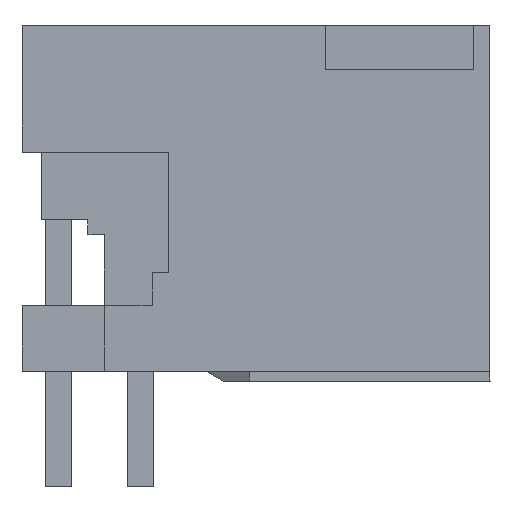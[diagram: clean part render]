
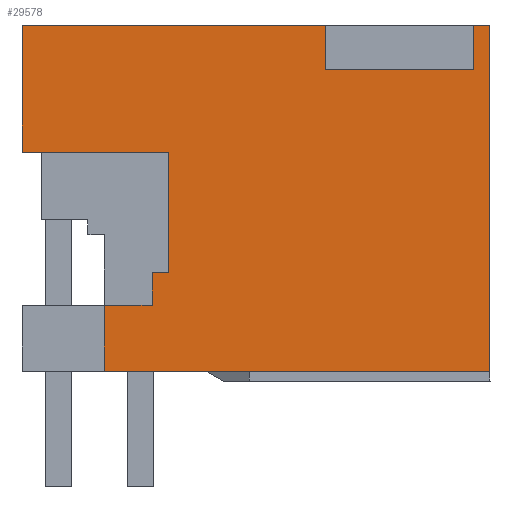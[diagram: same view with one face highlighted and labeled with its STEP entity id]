
A CAD part, left-side view. The second image highlights one B-rep face of the part: STEP entity #29578.
In plain terms, the highlighted planar face has unit normal (-1, 0, 0).
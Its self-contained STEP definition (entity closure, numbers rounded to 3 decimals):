
#29493=AXIS2_PLACEMENT_3D('Plane Axis2P3D',#29490,#29491,#29492) ;
#220=CARTESIAN_POINT('Vertex',(0.,14.2,15.2)) ;
#223=CARTESIAN_POINT('Line Origine',(0.,9.6,15.2)) ;
#227=CARTESIAN_POINT('Vertex',(0.,5.,15.2)) ;
#248=CARTESIAN_POINT('Vertex',(0.,0.5,15.2)) ;
#251=CARTESIAN_POINT('Line Origine',(0.,0.25,15.2)) ;
#255=CARTESIAN_POINT('Vertex',(0.,0.,15.2)) ;
#7172=CARTESIAN_POINT('Line Origine',(0.,0.,9.95)) ;
#7176=CARTESIAN_POINT('Vertex',(0.,0.,4.7)) ;
#29233=CARTESIAN_POINT('Vertex',(0.,7.3,4.7)) ;
#29277=CARTESIAN_POINT('Line Origine',(0.,3.65,4.7)) ;
#29294=CARTESIAN_POINT('Line Origine',(0.,9.5,4.7)) ;
#29298=CARTESIAN_POINT('Vertex',(0.,11.7,4.7)) ;
#29490=CARTESIAN_POINT('Axis2P3D Location',(0.,14.2,1.2)) ;
#29495=CARTESIAN_POINT('Line Origine',(0.,0.5,14.525)) ;
#29499=CARTESIAN_POINT('Vertex',(0.,0.5,13.85)) ;
#29502=CARTESIAN_POINT('Line Origine',(0.,2.75,13.85)) ;
#29506=CARTESIAN_POINT('Vertex',(0.,5.,13.85)) ;
#29509=CARTESIAN_POINT('Line Origine',(0.,5.,14.525)) ;
#29514=CARTESIAN_POINT('Line Origine',(0.,14.2,13.275)) ;
#29518=CARTESIAN_POINT('Vertex',(0.,14.2,11.35)) ;
#29521=CARTESIAN_POINT('Line Origine',(0.,11.975,11.35)) ;
#29525=CARTESIAN_POINT('Vertex',(0.,9.75,11.35)) ;
#29528=CARTESIAN_POINT('Line Origine',(0.,9.75,9.525)) ;
#29532=CARTESIAN_POINT('Vertex',(0.,9.75,7.7)) ;
#29535=CARTESIAN_POINT('Line Origine',(0.,10.,7.7)) ;
#29539=CARTESIAN_POINT('Vertex',(0.,10.25,7.7)) ;
#29542=CARTESIAN_POINT('Line Origine',(0.,10.25,7.2)) ;
#29546=CARTESIAN_POINT('Vertex',(0.,10.25,6.7)) ;
#29549=CARTESIAN_POINT('Line Origine',(0.,10.975,6.7)) ;
#29553=CARTESIAN_POINT('Vertex',(0.,11.7,6.7)) ;
#29556=CARTESIAN_POINT('Line Origine',(0.,11.7,5.7)) ;
#224=DIRECTION('Vector Direction',(0.,-1.,0.)) ;
#252=DIRECTION('Vector Direction',(0.,-1.,0.)) ;
#7173=DIRECTION('Vector Direction',(0.,0.,1.)) ;
#29278=DIRECTION('Vector Direction',(0.,-1.,0.)) ;
#29295=DIRECTION('Vector Direction',(0.,-1.,0.)) ;
#29491=DIRECTION('Axis2P3D Direction',(-1.,0.,0.)) ;
#29492=DIRECTION('Axis2P3D XDirection',(0.,-1.,0.)) ;
#29496=DIRECTION('Vector Direction',(0.,0.,-1.)) ;
#29503=DIRECTION('Vector Direction',(0.,1.,0.)) ;
#29510=DIRECTION('Vector Direction',(0.,0.,-1.)) ;
#29515=DIRECTION('Vector Direction',(0.,0.,1.)) ;
#29522=DIRECTION('Vector Direction',(0.,-1.,0.)) ;
#29529=DIRECTION('Vector Direction',(0.,0.,1.)) ;
#29536=DIRECTION('Vector Direction',(0.,-1.,0.)) ;
#29543=DIRECTION('Vector Direction',(0.,0.,1.)) ;
#29550=DIRECTION('Vector Direction',(0.,1.,0.)) ;
#29557=DIRECTION('Vector Direction',(0.,0.,1.)) ;
#225=VECTOR('Line Direction',#224,1.) ;
#253=VECTOR('Line Direction',#252,1.) ;
#7174=VECTOR('Line Direction',#7173,1.) ;
#29279=VECTOR('Line Direction',#29278,1.) ;
#29296=VECTOR('Line Direction',#29295,1.) ;
#29497=VECTOR('Line Direction',#29496,1.) ;
#29504=VECTOR('Line Direction',#29503,1.) ;
#29511=VECTOR('Line Direction',#29510,1.) ;
#29516=VECTOR('Line Direction',#29515,1.) ;
#29523=VECTOR('Line Direction',#29522,1.) ;
#29530=VECTOR('Line Direction',#29529,1.) ;
#29537=VECTOR('Line Direction',#29536,1.) ;
#29544=VECTOR('Line Direction',#29543,1.) ;
#29551=VECTOR('Line Direction',#29550,1.) ;
#29558=VECTOR('Line Direction',#29557,1.) ;
#29562=ORIENTED_EDGE('',*,*,#7178,.T.) ;
#29563=ORIENTED_EDGE('',*,*,#257,.T.) ;
#29564=ORIENTED_EDGE('',*,*,#29501,.T.) ;
#29565=ORIENTED_EDGE('',*,*,#29508,.T.) ;
#29566=ORIENTED_EDGE('',*,*,#29513,.T.) ;
#29567=ORIENTED_EDGE('',*,*,#229,.T.) ;
#29568=ORIENTED_EDGE('',*,*,#29520,.T.) ;
#29569=ORIENTED_EDGE('',*,*,#29527,.T.) ;
#29570=ORIENTED_EDGE('',*,*,#29534,.T.) ;
#29571=ORIENTED_EDGE('',*,*,#29541,.T.) ;
#29572=ORIENTED_EDGE('',*,*,#29548,.T.) ;
#29573=ORIENTED_EDGE('',*,*,#29555,.T.) ;
#29574=ORIENTED_EDGE('',*,*,#29560,.T.) ;
#29575=ORIENTED_EDGE('',*,*,#29300,.T.) ;
#29576=ORIENTED_EDGE('',*,*,#29281,.T.) ;
#29578=ADVANCED_FACE('HOUSING',(#29577),#29494,.T.) ;
#229=EDGE_CURVE('',#228,#221,#226,.F.) ;
#257=EDGE_CURVE('',#256,#249,#254,.F.) ;
#7178=EDGE_CURVE('',#7177,#256,#7175,.T.) ;
#29281=EDGE_CURVE('',#29234,#7177,#29280,.T.) ;
#29300=EDGE_CURVE('',#29299,#29234,#29297,.T.) ;
#29501=EDGE_CURVE('',#249,#29500,#29498,.T.) ;
#29508=EDGE_CURVE('',#29500,#29507,#29505,.T.) ;
#29513=EDGE_CURVE('',#29507,#228,#29512,.F.) ;
#29520=EDGE_CURVE('',#221,#29519,#29517,.F.) ;
#29527=EDGE_CURVE('',#29519,#29526,#29524,.T.) ;
#29534=EDGE_CURVE('',#29526,#29533,#29531,.F.) ;
#29541=EDGE_CURVE('',#29533,#29540,#29538,.F.) ;
#29548=EDGE_CURVE('',#29540,#29547,#29545,.F.) ;
#29555=EDGE_CURVE('',#29547,#29554,#29552,.T.) ;
#29560=EDGE_CURVE('',#29554,#29299,#29559,.F.) ;
#29561=EDGE_LOOP('',(#29562,#29563,#29564,#29565,#29566,#29567,#29568,#29569,#29570,#29571,#29572,#29573,#29574,#29575,#29576)) ;
#29577=FACE_OUTER_BOUND('',#29561,.T.) ;
#226=LINE('Line',#223,#225) ;
#254=LINE('Line',#251,#253) ;
#7175=LINE('Line',#7172,#7174) ;
#29280=LINE('Line',#29277,#29279) ;
#29297=LINE('Line',#29294,#29296) ;
#29498=LINE('Line',#29495,#29497) ;
#29505=LINE('Line',#29502,#29504) ;
#29512=LINE('Line',#29509,#29511) ;
#29517=LINE('Line',#29514,#29516) ;
#29524=LINE('Line',#29521,#29523) ;
#29531=LINE('Line',#29528,#29530) ;
#29538=LINE('Line',#29535,#29537) ;
#29545=LINE('Line',#29542,#29544) ;
#29552=LINE('Line',#29549,#29551) ;
#29559=LINE('Line',#29556,#29558) ;
#29494=PLANE('',#29493) ;
#221=VERTEX_POINT('',#220) ;
#228=VERTEX_POINT('',#227) ;
#249=VERTEX_POINT('',#248) ;
#256=VERTEX_POINT('',#255) ;
#7177=VERTEX_POINT('',#7176) ;
#29234=VERTEX_POINT('',#29233) ;
#29299=VERTEX_POINT('',#29298) ;
#29500=VERTEX_POINT('',#29499) ;
#29507=VERTEX_POINT('',#29506) ;
#29519=VERTEX_POINT('',#29518) ;
#29526=VERTEX_POINT('',#29525) ;
#29533=VERTEX_POINT('',#29532) ;
#29540=VERTEX_POINT('',#29539) ;
#29547=VERTEX_POINT('',#29546) ;
#29554=VERTEX_POINT('',#29553) ;
